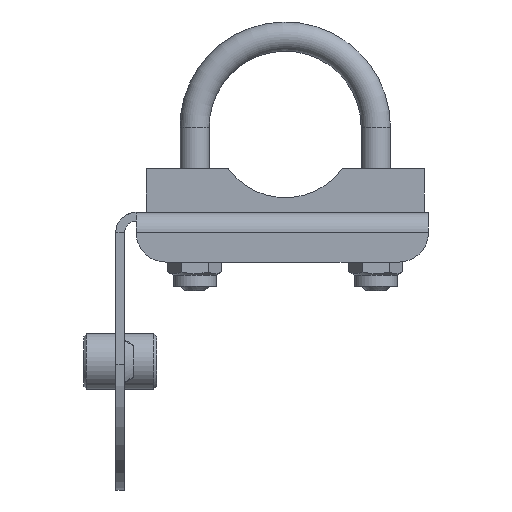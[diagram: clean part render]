
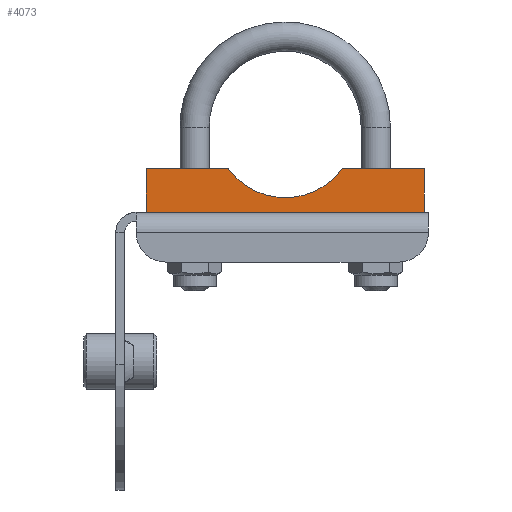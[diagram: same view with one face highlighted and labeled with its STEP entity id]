
A CAD part, left-side view. The second image highlights one B-rep face of the part: STEP entity #4073.
In plain terms, the highlighted face is planar.
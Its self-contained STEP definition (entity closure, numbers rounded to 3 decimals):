
#351=PLANE('',#4468);
#558=FACE_OUTER_BOUND('',#845,.T.);
#845=EDGE_LOOP('',(#3593,#3594,#3595,#3596,#3597,#3598));
#1087=CIRCLE('',#4469,24.15);
#1281=LINE('',#6710,#1597);
#1285=LINE('',#6727,#1601);
#1352=LINE('',#6896,#1668);
#1417=LINE('',#7033,#1733);
#1418=LINE('',#7035,#1734);
#1597=VECTOR('',#5258,27.93);
#1601=VECTOR('',#5274,27.93);
#1668=VECTOR('',#5415,95.);
#1733=VECTOR('',#5536,15.);
#1734=VECTOR('',#5539,15.);
#1992=VERTEX_POINT('',#6707);
#1993=VERTEX_POINT('',#6709);
#1999=VERTEX_POINT('',#6724);
#2000=VERTEX_POINT('',#6726);
#2064=VERTEX_POINT('',#6893);
#2065=VERTEX_POINT('',#6895);
#2476=EDGE_CURVE('',#1992,#1993,#1281,.T.);
#2483=EDGE_CURVE('',#1999,#2000,#1285,.T.);
#2563=EDGE_CURVE('',#2065,#2064,#1352,.T.);
#2636=EDGE_CURVE('',#2064,#2000,#1417,.T.);
#2637=EDGE_CURVE('',#1999,#1993,#1087,.T.);
#2638=EDGE_CURVE('',#2065,#1992,#1418,.T.);
#3593=ORIENTED_EDGE('',*,*,#2563,.T.);
#3594=ORIENTED_EDGE('',*,*,#2636,.T.);
#3595=ORIENTED_EDGE('',*,*,#2483,.F.);
#3596=ORIENTED_EDGE('',*,*,#2637,.T.);
#3597=ORIENTED_EDGE('',*,*,#2476,.F.);
#3598=ORIENTED_EDGE('',*,*,#2638,.F.);
#4073=ADVANCED_FACE('',(#558),#351,.T.);
#4468=AXIS2_PLACEMENT_3D('',#7032,#5534,#5535);
#4469=AXIS2_PLACEMENT_3D('',#7034,#5537,#5538);
#5258=DIRECTION('',(1.,0.,0.));
#5274=DIRECTION('',(1.,0.,0.));
#5415=DIRECTION('',(1.,0.,0.));
#5534=DIRECTION('center_axis',(0.,-1.,0.));
#5535=DIRECTION('ref_axis',(1.,0.,0.));
#5536=DIRECTION('',(0.,0.,1.));
#5537=DIRECTION('center_axis',(0.,1.,0.));
#5538=DIRECTION('ref_axis',(1.,0.,0.));
#5539=DIRECTION('',(0.,0.,1.));
#6707=CARTESIAN_POINT('',(-47.5,-17.5,15.));
#6709=CARTESIAN_POINT('',(-19.57,-17.5,15.));
#6710=CARTESIAN_POINT('',(-47.5,-17.5,15.));
#6724=CARTESIAN_POINT('',(19.57,-17.5,15.));
#6726=CARTESIAN_POINT('',(47.5,-17.5,15.));
#6727=CARTESIAN_POINT('',(-47.5,-17.5,15.));
#6893=CARTESIAN_POINT('',(47.5,-17.5,0.));
#6895=CARTESIAN_POINT('',(-47.5,-17.5,0.));
#6896=CARTESIAN_POINT('',(-47.5,-17.5,0.));
#7032=CARTESIAN_POINT('Origin',(-47.5,-17.5,0.));
#7033=CARTESIAN_POINT('',(47.5,-17.5,0.));
#7034=CARTESIAN_POINT('Origin',(0.,-17.5,29.15));
#7035=CARTESIAN_POINT('',(-47.5,-17.5,0.));
